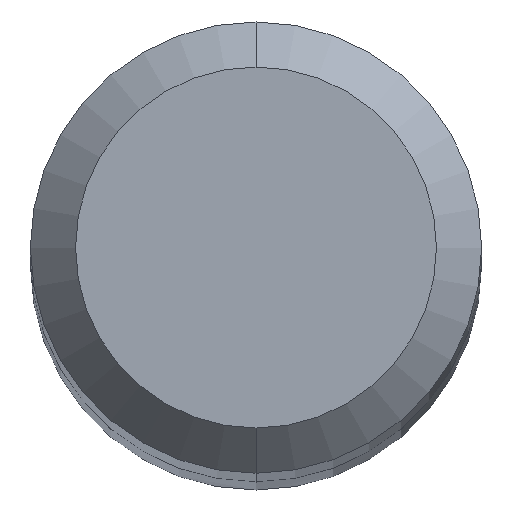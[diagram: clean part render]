
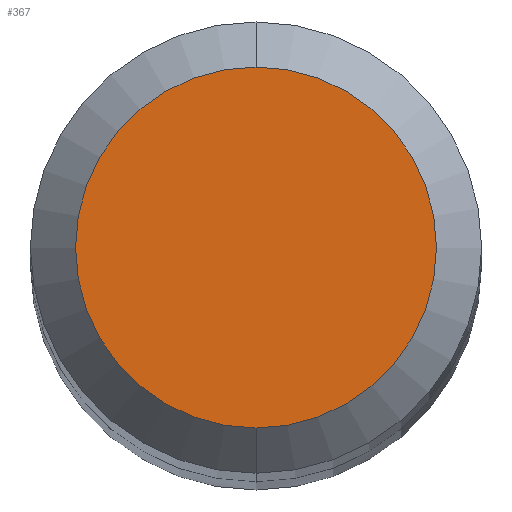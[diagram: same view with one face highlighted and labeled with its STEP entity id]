
A CAD part, top view. The second image highlights one B-rep face of the part: STEP entity #367.
In plain terms, the highlighted planar face has unit normal (0, 0, 1).
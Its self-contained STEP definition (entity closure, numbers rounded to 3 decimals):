
#195=EDGE_CURVE('',#381,#371,#460,.T.);
#347=EDGE_CURVE('',#371,#381,#628,.T.);
#367=ADVANCED_FACE('',(#649),#650,.T.);
#371=VERTEX_POINT('',#654);
#381=VERTEX_POINT('',#664);
#460=CIRCLE('',#804,1.2);
#628=CIRCLE('',#1199,1.2);
#649=FACE_OUTER_BOUND('',#1240,.T.);
#650=PLANE('',#1241);
#654=CARTESIAN_POINT('',(0.0,1.2,30.0));
#664=CARTESIAN_POINT('',(0.,-1.2,30.0));
#804=AXIS2_PLACEMENT_3D('',#1346,#1347,#1348);
#1199=AXIS2_PLACEMENT_3D('',#1546,#1547,#1548);
#1240=EDGE_LOOP('',(#1566,#1567));
#1241=AXIS2_PLACEMENT_3D('',#1568,#1569,#1570);
#1346=CARTESIAN_POINT('',(0.0,0.0,30.0));
#1347=DIRECTION('',(0.0,0.0,-1.0));
#1348=DIRECTION('',(0.0,1.0,0.0));
#1546=CARTESIAN_POINT('',(0.0,0.0,30.0));
#1547=DIRECTION('',(0.0,0.0,-1.0));
#1548=DIRECTION('',(0.0,1.0,0.0));
#1566=ORIENTED_EDGE('',*,*,#347,.F.);
#1567=ORIENTED_EDGE('',*,*,#195,.F.);
#1568=CARTESIAN_POINT('',(0.0,0.6,30.0));
#1569=DIRECTION('',(-0.0,0.0,1.0));
#1570=DIRECTION('',(0.0,-1.0,0.0));
